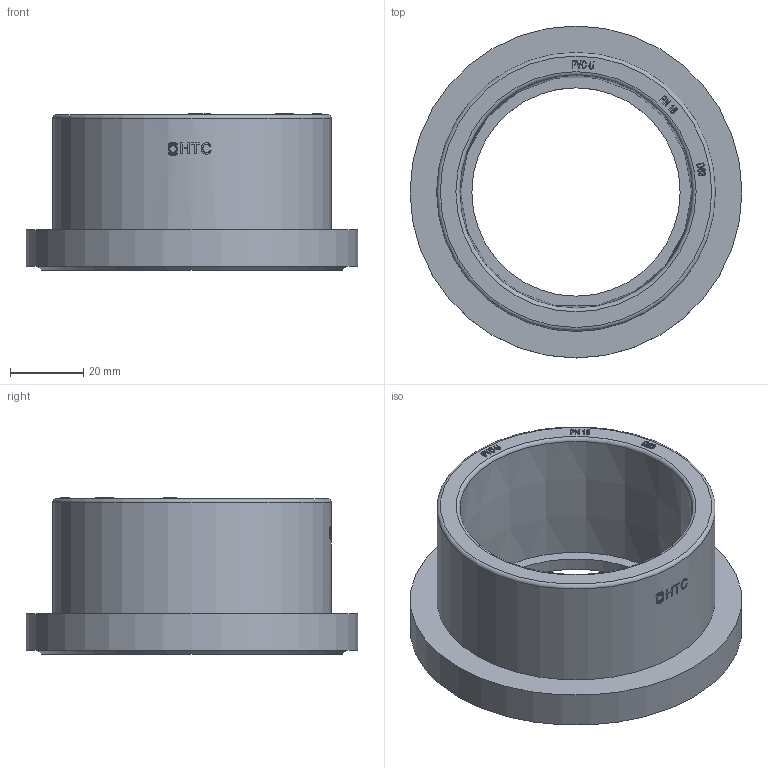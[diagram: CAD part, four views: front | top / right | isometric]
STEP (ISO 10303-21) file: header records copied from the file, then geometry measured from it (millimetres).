
FILE_DESCRIPTION(/* description */ (''),/* implementation_level */ '2;1');
FILE_NAME(/* name */ '法兰内套63.stp',/* time_stamp */ '2025-01-13T08:16:39+08:00',/* author */ (''),/* organization */ (''),/* preprocessor_version */ 'ST-DEVELOPER v16',/* originating_system */ 'SIEMENS PLM Software NX 10.0',/* authorisation */ '');
FILE_SCHEMA (('AUTOMOTIVE_DESIGN { 1 0 10303 214 3 1 1 1 }'));
Length unit declared in the file: millimetre
Products named in the file (1): gelv10BC33B2035m
Bounding box: 90.5 x 90.5 x 42.55 mm (x, y, z)
Volume: 79803.6 mm3; surface area: 26607.1 mm2
Topology: 1 solids, 1 shells, 222 faces, 571 edges, 383 vertices
Faces by surface type: plane 95, extrusion 94, bspline 14, cylinder 10, cone 7, torus 2
Full cylindrical faces by diameter (mm): 56.8 x1, 76 x1, 90.5 x1
Entity records: 8762 total; most frequent: CARTESIAN_POINT 4035, ORIENTED_EDGE 1096, DIRECTION 614, EDGE_CURVE 548, B_SPLINE_CURVE_WITH_KNOTS 400, VERTEX_POINT 374, VECTOR 276, EDGE_LOOP 270
